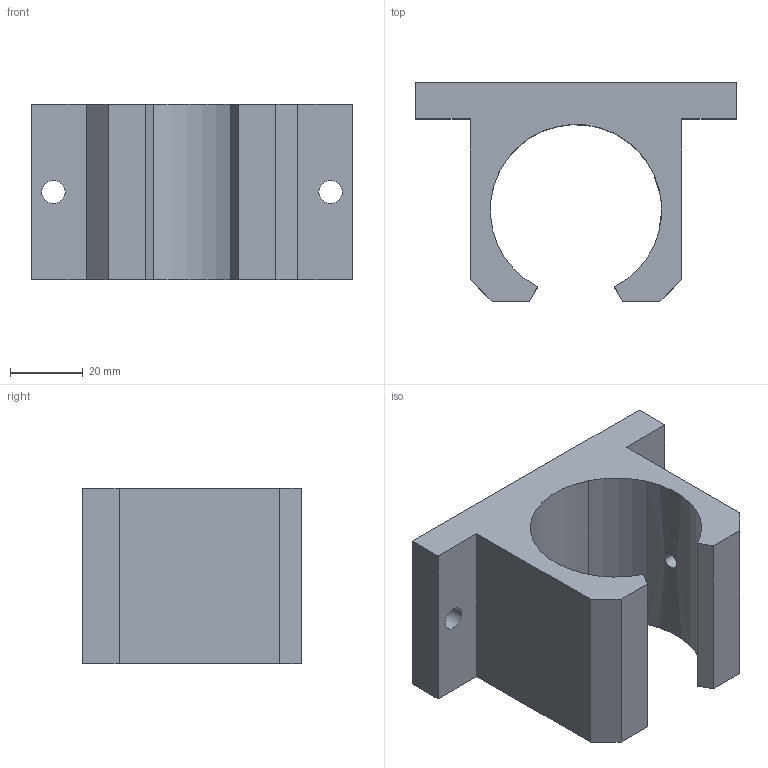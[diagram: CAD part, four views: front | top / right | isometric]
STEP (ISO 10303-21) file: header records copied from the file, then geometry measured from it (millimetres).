
FILE_DESCRIPTION( ( '' ), '1' );
FILE_NAME( 'algs_op_30_2_03.stp', '2008-04-10T03:50:19', ( '' ), ( '' ), ' ', ' ', ' ' );
FILE_SCHEMA( ( 'CONFIG_CONTROL_DESIGN' ) );
Length unit declared in the file: millimetre
Products named in the file (1): 1
Bounding box: 88 x 60 x 48 mm (x, y, z)
Volume: 92950.9 mm3; surface area: 23345 mm2
Topology: 1 solids, 1 shells, 25 faces, 67 edges, 44 vertices
Faces by surface type: plane 15, cylinder 8, cone 2
Entity records: 899 total; most frequent: CARTESIAN_POINT 203, ORIENTED_EDGE 134, DIRECTION 133, EDGE_CURVE 67, LINE 49, VECTOR 49, VERTEX_POINT 44, AXIS2_PLACEMENT_3D 42
